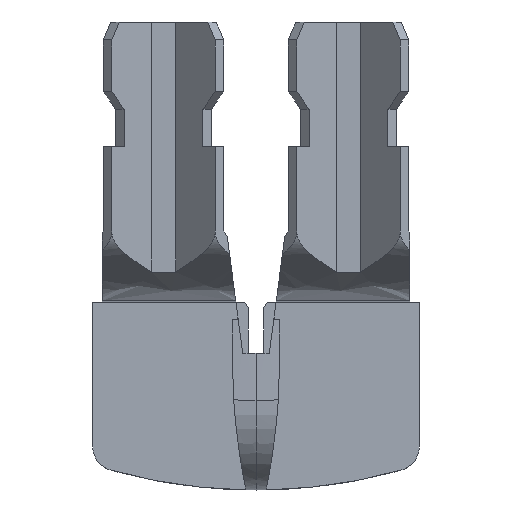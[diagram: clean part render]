
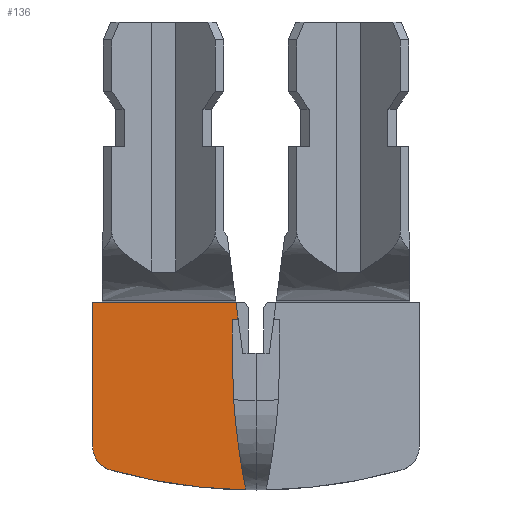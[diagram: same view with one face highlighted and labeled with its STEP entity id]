
A CAD part, top view. The second image highlights one B-rep face of the part: STEP entity #136.
In plain terms, the highlighted planar face has unit normal (0, 0, 1).
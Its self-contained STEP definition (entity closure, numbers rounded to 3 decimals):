
#136=ADVANCED_FACE('',(#355),#356,.T.);
#355=FACE_OUTER_BOUND('',#654,.T.);
#356=PLANE('',#655);
#654=EDGE_LOOP('',(#1284,#1285,#1286,#1287,#1288,#1289,#1290,#1291));
#655=AXIS2_PLACEMENT_3D('',#1292,#1293,#1294);
#1284=ORIENTED_EDGE('',*,*,#2210,.F.);
#1285=ORIENTED_EDGE('',*,*,#2251,.T.);
#1286=ORIENTED_EDGE('',*,*,#2252,.F.);
#1287=ORIENTED_EDGE('',*,*,#2214,.T.);
#1288=ORIENTED_EDGE('',*,*,#2253,.T.);
#1289=ORIENTED_EDGE('',*,*,#2237,.T.);
#1290=ORIENTED_EDGE('',*,*,#2254,.F.);
#1291=ORIENTED_EDGE('',*,*,#2255,.F.);
#1292=CARTESIAN_POINT('',(39.975,12.768,6.2));
#1293=DIRECTION('',(0.,0.,1.0));
#1294=DIRECTION('',(0.,-1.0,0.));
#2210=EDGE_CURVE('',#2602,#2604,#2605,.T.);
#2214=EDGE_CURVE('',#2610,#2608,#2611,.T.);
#2237=EDGE_CURVE('',#2651,#2649,#2652,.T.);
#2251=EDGE_CURVE('',#2602,#2676,#2677,.T.);
#2252=EDGE_CURVE('',#2610,#2676,#2678,.T.);
#2253=EDGE_CURVE('',#2608,#2651,#2679,.T.);
#2254=EDGE_CURVE('',#2680,#2649,#2681,.T.);
#2255=EDGE_CURVE('',#2604,#2680,#2682,.T.);
#2602=VERTEX_POINT('',#3176);
#2604=VERTEX_POINT('',#3179);
#2605=LINE('',#3180,#3181);
#2608=VERTEX_POINT('',#3185);
#2610=VERTEX_POINT('',#3188);
#2611=LINE('',#3189,#3190);
#2649=VERTEX_POINT('',#3350);
#2651=VERTEX_POINT('',#3364);
#2652=CIRCLE('',#3365,90.0);
#2676=VERTEX_POINT('',#3429);
#2677=LINE('',#3430,#3431);
#2678=LINE('',#3432,#3433);
#2679=CIRCLE('',#3434,4.0);
#2680=VERTEX_POINT('',#3435);
#2681=CIRCLE('',#3436,115.0);
#2682=LINE('',#3437,#3438);
#3176=CARTESIAN_POINT('',(24.379,28.468,6.2));
#3179=CARTESIAN_POINT('',(23.349,28.468,6.2));
#3180=CARTESIAN_POINT('',(39.85,28.468,6.2));
#3181=VECTOR('',#5183,1.0);
#3185=CARTESIAN_POINT('',(0.,7.231,6.2));
#3188=CARTESIAN_POINT('',(0.,31.468,6.2));
#3189=CARTESIAN_POINT('',(0.0,142.333,6.2));
#3190=VECTOR('',#5186,1.0);
#3350=CARTESIAN_POINT('',(25.653,0.016,6.2));
#3364=CARTESIAN_POINT('',(2.914,3.381,6.2));
#3365=AXIS2_PLACEMENT_3D('',#5205,#5206,#5207);
#3429=CARTESIAN_POINT('',(23.984,31.468,6.2));
#3430=CARTESIAN_POINT('',(9.361,142.333,6.2));
#3431=VECTOR('',#5227,1.0);
#3432=CARTESIAN_POINT('',(39.85,31.468,6.2));
#3433=VECTOR('',#5228,1.0);
#3434=AXIS2_PLACEMENT_3D('',#5229,#5230,#5231);
#3435=CARTESIAN_POINT('',(23.349,22.918,6.2));
#3436=AXIS2_PLACEMENT_3D('',#5232,#5233,#5234);
#3437=CARTESIAN_POINT('',(23.349,142.333,6.2));
#3438=VECTOR('',#5235,1.0);
#5183=DIRECTION('',(-1.0,0.,0.));
#5186=DIRECTION('',(0.,-1.0,0.));
#5205=CARTESIAN_POINT('',(27.35,90.,6.2));
#5206=DIRECTION('',(0.,0.,1.0));
#5207=DIRECTION('',(1.0,0.,0.));
#5227=DIRECTION('',(-0.131,0.991,0.));
#5228=DIRECTION('',(1.0,0.,0.));
#5229=CARTESIAN_POINT('',(4.,7.231,6.2));
#5230=DIRECTION('',(0.,0.,1.0));
#5231=DIRECTION('',(0.,-1.0,0.));
#5232=CARTESIAN_POINT('',(138.349,22.918,6.2));
#5233=DIRECTION('',(0.,0.,1.0));
#5234=DIRECTION('',(0.,-1.0,0.));
#5235=DIRECTION('',(0.,-1.0,0.));
